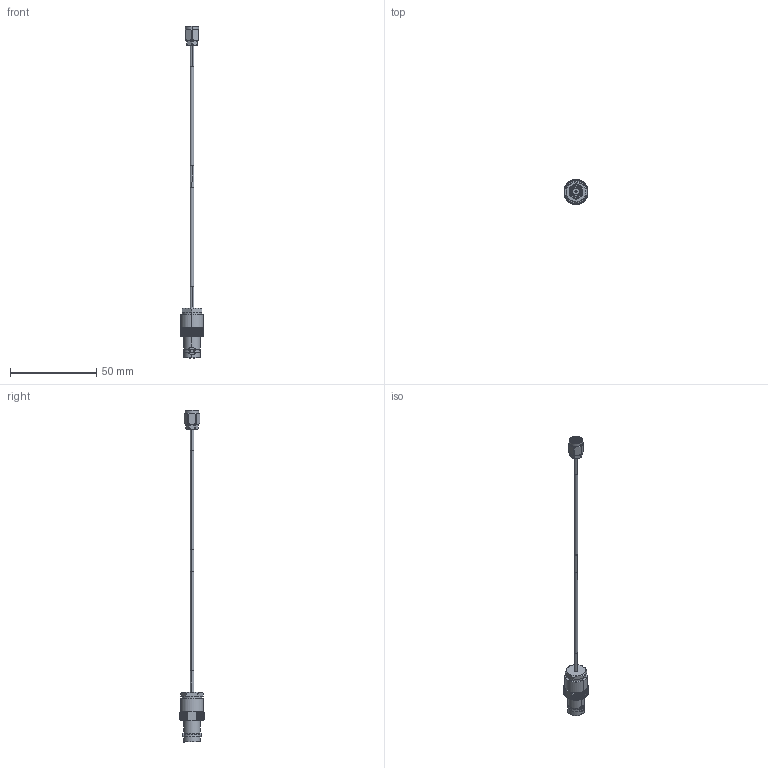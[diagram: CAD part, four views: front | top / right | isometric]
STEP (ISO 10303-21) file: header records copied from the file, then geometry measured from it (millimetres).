
FILE_DESCRIPTION (( 'STEP AP214' ), '1' );
FILE_NAME ('LCCA30532.step', '2020-06-19T12:54:24', ( '' ), ( '' ), 'SwSTEP 2.0', 'SolidWorks 2018', '' );
FILE_SCHEMA (( 'AUTOMOTIVE_DESIGN' ));
Length unit declared in the file: inch
Products named in the file (5): LCCN3041; 1AW01-002_.08 ID; LCCA30532; LC085TB (085 FORMABLE); LCCN3042
Assembly tree (6 placements, depth 2):
  LCCA30532
    LC085TB (085 FORMABLE)
    1AW01-002_.08 ID  x3
    LCCN3041
    LCCN3042
Bounding box: 12.95 x 14.48 x 192.41 mm (x, y, z)
Volume: 3557.5 mm3; surface area: 3997.4 mm2
Topology: 7 solids, 7 shells, 500 faces, 1133 edges, 660 vertices
Faces by surface type: plane 195, cone 166, cylinder 128, torus 8, bspline 3
Entity records: 15269 total; most frequent: CARTESIAN_POINT 4458, ORIENTED_EDGE 2218, DIRECTION 2127, EDGE_CURVE 1109, AXIS2_PLACEMENT_3D 898, VERTEX_POINT 644, EDGE_LOOP 503, ADVANCED_FACE 488
